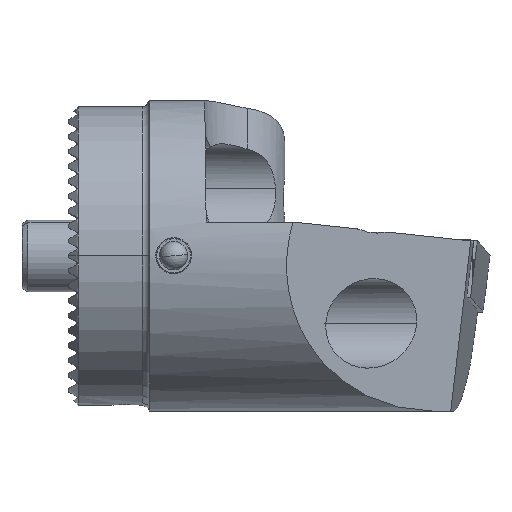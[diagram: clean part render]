
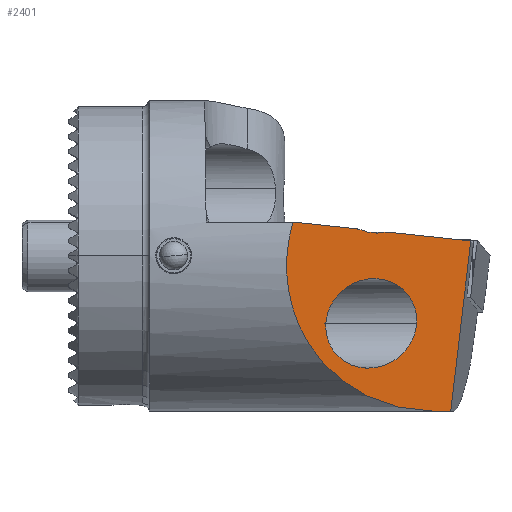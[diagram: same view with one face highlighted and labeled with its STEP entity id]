
A CAD part, top view. The second image highlights one B-rep face of the part: STEP entity #2401.
In plain terms, the highlighted planar face has unit normal (0.702, -0.048, 0.711).
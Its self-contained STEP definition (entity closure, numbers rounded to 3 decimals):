
#7 = CARTESIAN_POINT ( 'NONE',  ( 18.503, 2.819, 12.691 ) ) ;
#528 = VECTOR ( 'NONE', #9358, 1000. ) ;
#756 = CARTESIAN_POINT ( 'NONE',  ( 32.912, -13., -2.603 ) ) ;
#764 = EDGE_LOOP ( 'NONE', ( #11573, #5212, #891, #3807, #13289, #9561 ) ) ;
#891 = ORIENTED_EDGE ( 'NONE', *, *, #7360, .T. ) ;
#1770 = CARTESIAN_POINT ( 'NONE',  ( 15.925, -5.974, 14.644 ) ) ;
#1835 = DIRECTION ( 'NONE',  ( -0.712, 0., 0.703 ) ) ;
#2231 = CARTESIAN_POINT ( 'NONE',  ( 31.704, -13., -1.41 ) ) ;
#2401 = ADVANCED_FACE ( 'NONE', ( #5803, #7507 ), #12808, .F. ) ;
#2621 = CARTESIAN_POINT ( 'NONE',  ( 28.845, -5.657, 1.907 ) ) ;
#3038 = LINE ( 'NONE', #11621, #528 ) ;
#3096 = CARTESIAN_POINT ( 'NONE',  ( 33.392, 1.263, -2.117 ) ) ;
#3241 = DIRECTION ( 'NONE',  ( 0.117, 0.992, -0.049 ) ) ;
#3509 = VECTOR ( 'NONE', #3241, 1000. ) ;
#3760 = CARTESIAN_POINT ( 'NONE',  ( 28.334, -13.157, 1.907 ) ) ;
#3807 = ORIENTED_EDGE ( 'NONE', *, *, #5245, .T. ) ;
#4092 =( BOUNDED_CURVE ( )  B_SPLINE_CURVE ( 3, ( #10041, #8670, #3760, #2621 ),
 .UNSPECIFIED., .F., .T. ) 
 B_SPLINE_CURVE_WITH_KNOTS ( ( 4, 4 ),
 ( 3.074, 6.216 ),
 .UNSPECIFIED. ) 
 CURVE ( )  GEOMETRIC_REPRESENTATION_ITEM ( )  RATIONAL_B_SPLINE_CURVE ( ( 1., 0.333, 0.333, 1. ) ) 
 REPRESENTATION_ITEM ( '' )  );
#4136 = CARTESIAN_POINT ( 'NONE',  ( 21.154, -13., 9.007 ) ) ;
#4247 = CARTESIAN_POINT ( 'NONE',  ( 33.392, 1.263, -2.117 ) ) ;
#4394 = LINE ( 'NONE', #4247, #5920 ) ;
#4442 = EDGE_CURVE ( 'NONE', #4815, #6659, #12270, .T. ) ;
#4596 = VERTEX_POINT ( 'NONE', #13129 ) ;
#4815 = VERTEX_POINT ( 'NONE', #12534 ) ;
#5212 = ORIENTED_EDGE ( 'NONE', *, *, #14348, .F. ) ;
#5245 = EDGE_CURVE ( 'NONE', #15125, #4596, #4394, .T. ) ;
#5583 = DIRECTION ( 'NONE',  ( -0.707, 0.074, 0.703 ) ) ;
#5619 = CARTESIAN_POINT ( 'NONE',  ( 28.845, -5.657, 1.907 ) ) ;
#5669 = CARTESIAN_POINT ( 'NONE',  ( 24.747, 1.904, 6.463 ) ) ;
#5716 = ORIENTED_EDGE ( 'NONE', *, *, #9088, .F. ) ;
#5803 = FACE_BOUND ( 'NONE', #11002, .T. ) ;
#5920 = VECTOR ( 'NONE', #5583, 1000. ) ;
#6659 = VERTEX_POINT ( 'NONE', #7 ) ;
#6790 = CARTESIAN_POINT ( 'NONE',  ( 26.387, 1.995, 4.849 ) ) ;
#7352 = EDGE_CURVE ( 'NONE', #8826, #4596, #12956, .T. ) ;
#7360 = EDGE_CURVE ( 'NONE', #13442, #15125, #10083, .T. ) ;
#7495 = CARTESIAN_POINT ( 'NONE',  ( 21.25, -5.657, 9.407 ) ) ;
#7507 = FACE_OUTER_BOUND ( 'NONE', #764, .T. ) ;
#7850 = CARTESIAN_POINT ( 'NONE',  ( 29.357, 1.843, 1.907 ) ) ;
#7907 = DIRECTION ( 'NONE',  ( -0.702, 0.048, -0.711 ) ) ;
#8274 = CARTESIAN_POINT ( 'NONE',  ( 28.845, -5.657, 1.907 ) ) ;
#8670 = CARTESIAN_POINT ( 'NONE',  ( 20.739, -13.157, 9.407 ) ) ;
#8789 = EDGE_CURVE ( 'NONE', #14842, #13638, #11982, .T. ) ;
#8826 = VERTEX_POINT ( 'NONE', #9158 ) ;
#9088 = EDGE_CURVE ( 'NONE', #13638, #14842, #4092, .T. ) ;
#9158 = CARTESIAN_POINT ( 'NONE',  ( 24.016, 2.243, 7.208 ) ) ;
#9358 = DIRECTION ( 'NONE',  ( -0.707, 0.074, 0.703 ) ) ;
#9561 = ORIENTED_EDGE ( 'NONE', *, *, #10734, .T. ) ;
#9639 = ORIENTED_EDGE ( 'NONE', *, *, #8789, .F. ) ;
#10041 = CARTESIAN_POINT ( 'NONE',  ( 21.25, -5.657, 9.407 ) ) ;
#10083 = LINE ( 'NONE', #14379, #3509 ) ;
#10299 = CARTESIAN_POINT ( 'NONE',  ( 21.25, -5.657, 9.407 ) ) ;
#10643 = DIRECTION ( 'NONE',  ( -0.712, 0., 0.703 ) ) ;
#10734 = EDGE_CURVE ( 'NONE', #8826, #6659, #3038, .T. ) ;
#11002 = EDGE_LOOP ( 'NONE', ( #9639, #5716 ) ) ;
#11573 = ORIENTED_EDGE ( 'NONE', *, *, #4442, .F. ) ;
#11578 = CARTESIAN_POINT ( 'NONE',  ( 30.276, -13., 0. ) ) ;
#11599 = CARTESIAN_POINT ( 'NONE',  ( 33.392, 1.263, -2.117 ) ) ;
#11621 = CARTESIAN_POINT ( 'NONE',  ( 33.392, 1.263, -2.117 ) ) ;
#11982 =( BOUNDED_CURVE ( )  B_SPLINE_CURVE ( 3, ( #5619, #7850, #12804, #10299 ),
 .UNSPECIFIED., .F., .F. ) 
 B_SPLINE_CURVE_WITH_KNOTS ( ( 4, 4 ),
 ( 6.216, 9.358 ),
 .UNSPECIFIED. ) 
 CURVE ( )  GEOMETRIC_REPRESENTATION_ITEM ( )  RATIONAL_B_SPLINE_CURVE ( ( 1., 0.333, 0.333, 1. ) ) 
 REPRESENTATION_ITEM ( '' )  );
#12270 =( BOUNDED_CURVE ( )  B_SPLINE_CURVE ( 3, ( #11578, #4136, #1770, #15233 ),
 .UNSPECIFIED., .F., .T. ) 
 B_SPLINE_CURVE_WITH_KNOTS ( ( 4, 4 ),
 ( 1.638, 3.427 ),
 .UNSPECIFIED. ) 
 CURVE ( )  GEOMETRIC_REPRESENTATION_ITEM ( )  RATIONAL_B_SPLINE_CURVE ( ( 1., 0.751, 0.751, 1. ) ) 
 REPRESENTATION_ITEM ( '' )  );
#12384 = LINE ( 'NONE', #756, #14309 ) ;
#12534 = CARTESIAN_POINT ( 'NONE',  ( 30.276, -13., 0. ) ) ;
#12804 = CARTESIAN_POINT ( 'NONE',  ( 21.762, 1.843, 9.407 ) ) ;
#12808 = PLANE ( 'NONE',  #12818 ) ;
#12818 = AXIS2_PLACEMENT_3D ( 'NONE', #11599, #7907, #1835 ) ;
#12956 =( BOUNDED_CURVE ( )  B_SPLINE_CURVE ( 3, ( #12980, #5669, #14284, #6790 ),
 .UNSPECIFIED., .F., .F. ) 
 B_SPLINE_CURVE_WITH_KNOTS ( ( 4, 4 ),
 ( 4.219, 4.862 ),
 .UNSPECIFIED. ) 
 CURVE ( )  GEOMETRIC_REPRESENTATION_ITEM ( )  RATIONAL_B_SPLINE_CURVE ( ( 1., 0.966, 0.966, 1. ) ) 
 REPRESENTATION_ITEM ( '' )  );
#12980 = CARTESIAN_POINT ( 'NONE',  ( 24.016, 2.243, 7.208 ) ) ;
#13129 = CARTESIAN_POINT ( 'NONE',  ( 26.387, 1.995, 4.849 ) ) ;
#13289 = ORIENTED_EDGE ( 'NONE', *, *, #7352, .F. ) ;
#13442 = VERTEX_POINT ( 'NONE', #2231 ) ;
#13638 = VERTEX_POINT ( 'NONE', #7495 ) ;
#14284 = CARTESIAN_POINT ( 'NONE',  ( 25.566, 1.819, 5.649 ) ) ;
#14309 = VECTOR ( 'NONE', #10643, 1000. ) ;
#14348 = EDGE_CURVE ( 'NONE', #13442, #4815, #12384, .T. ) ;
#14379 = CARTESIAN_POINT ( 'NONE',  ( 33.392, 1.263, -2.117 ) ) ;
#14842 = VERTEX_POINT ( 'NONE', #8274 ) ;
#15125 = VERTEX_POINT ( 'NONE', #3096 ) ;
#15233 = CARTESIAN_POINT ( 'NONE',  ( 18.503, 2.819, 12.691 ) ) ;
